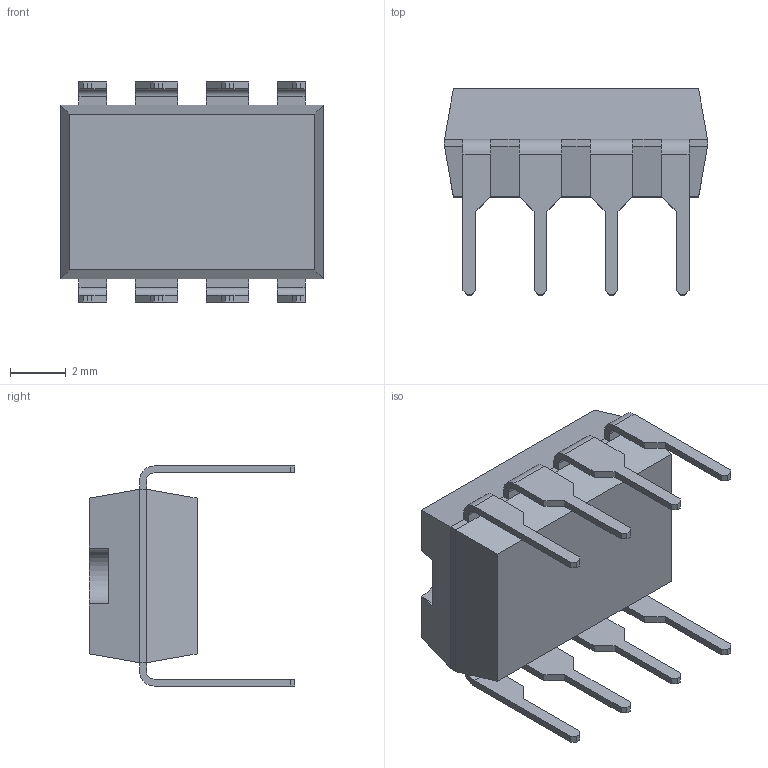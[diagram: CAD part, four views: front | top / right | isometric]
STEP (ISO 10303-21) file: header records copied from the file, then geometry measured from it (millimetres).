
FILE_DESCRIPTION (( 'STEP AP214' ), '1' );
FILE_NAME ('User Library-DIP-8-1.STEP', '2018-09-17T20:44:46', ( '' ), ( '' ), 'SwSTEP 2.0', 'SolidWorks 2018', '' );
FILE_SCHEMA (( 'AUTOMOTIVE_DESIGN' ));
Length unit declared in the file: millimetre
Products named in the file (1): User Library-DIP-8-1
Bounding box: 9.4 x 7.36 x 7.87 mm (x, y, z)
Volume: 216 mm3; surface area: 317.1 mm2
Topology: 1 solids, 1 shells, 141 faces, 372 edges, 234 vertices
Faces by surface type: plane 122, cylinder 19
Entity records: 4975 total; most frequent: CARTESIAN_POINT 748, ORIENTED_EDGE 744, DIRECTION 694, EDGE_CURVE 372, LINE 334, VECTOR 334, VERTEX_POINT 234, AXIS2_PLACEMENT_3D 180
